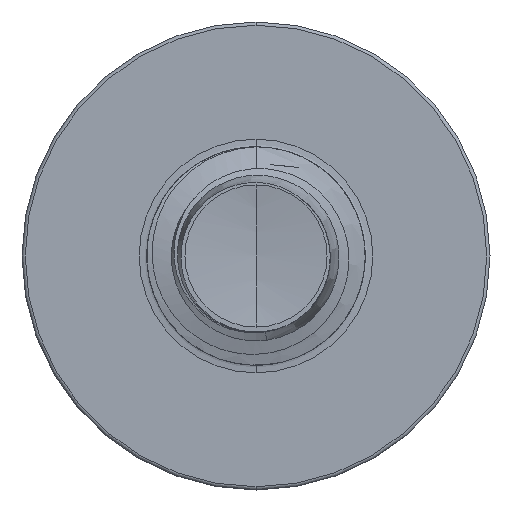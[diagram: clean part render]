
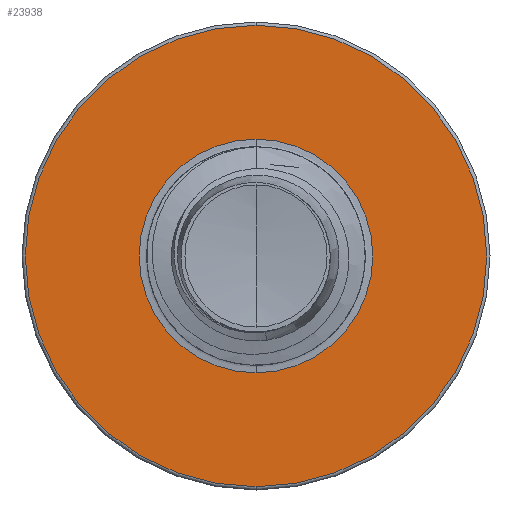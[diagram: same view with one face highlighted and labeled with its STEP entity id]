
A CAD part, front view. The second image highlights one B-rep face of the part: STEP entity #23938.
In plain terms, the highlighted planar face has unit normal (0, -1, 0).
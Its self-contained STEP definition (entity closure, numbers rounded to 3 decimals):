
#875 = CIRCLE ( 'NONE', #2737, 3.698 ) ;
#1044 = DIRECTION ( 'NONE',  ( 0., 0., 1. ) ) ;
#1348 = AXIS2_PLACEMENT_3D ( 'NONE', #34485, #17750, #1044 ) ;
#1445 = CIRCLE ( 'NONE', #11551, 1.872 ) ;
#2051 = EDGE_CURVE ( 'NONE', #25068, #32771, #875, .T. ) ;
#2413 = CARTESIAN_POINT ( 'NONE',  ( 0., 16., -1.872 ) ) ;
#2536 = DIRECTION ( 'NONE',  ( 0., 0., 1. ) ) ;
#2737 = AXIS2_PLACEMENT_3D ( 'NONE', #22400, #16298, #23523 ) ;
#4528 = FACE_OUTER_BOUND ( 'NONE', #17722, .T. ) ;
#4563 = EDGE_CURVE ( 'NONE', #32771, #25068, #34918, .T. ) ;
#4739 = ORIENTED_EDGE ( 'NONE', *, *, #2051, .F. ) ;
#5362 = ORIENTED_EDGE ( 'NONE', *, *, #4563, .F. ) ;
#5880 = VERTEX_POINT ( 'NONE', #6053 ) ;
#6053 = CARTESIAN_POINT ( 'NONE',  ( 0., 16., -1.872 ) ) ;
#8012 = DIRECTION ( 'NONE',  ( 0., 1., 0. ) ) ;
#8096 = CARTESIAN_POINT ( 'NONE',  ( 0., 16., 3.698 ) ) ;
#8890 = ORIENTED_EDGE ( 'NONE', *, *, #24000, .T. ) ;
#9972 = CARTESIAN_POINT ( 'NONE',  ( 0., 16., 1.872 ) ) ;
#10996 = ORIENTED_EDGE ( 'NONE', *, *, #21167, .T. ) ;
#11551 = AXIS2_PLACEMENT_3D ( 'NONE', #16407, #35945, #19216 ) ;
#12144 = CARTESIAN_POINT ( 'NONE',  ( 0., 16., -3.697 ) ) ;
#13903 = AXIS2_PLACEMENT_3D ( 'NONE', #35968, #19240, #2536 ) ;
#15783 = AXIS2_PLACEMENT_3D ( 'NONE', #2413, #8012, #27529 ) ;
#16298 = DIRECTION ( 'NONE',  ( 0., 1., 0. ) ) ;
#16312 = PLANE ( 'NONE',  #15783 ) ;
#16407 = CARTESIAN_POINT ( 'NONE',  ( 0., 16., 0. ) ) ;
#17722 = EDGE_LOOP ( 'NONE', ( #5362, #4739 ) ) ;
#17750 = DIRECTION ( 'NONE',  ( 0., 1., 0. ) ) ;
#17780 = EDGE_LOOP ( 'NONE', ( #8890, #10996 ) ) ;
#18483 = CIRCLE ( 'NONE', #13903, 1.872 ) ;
#19216 = DIRECTION ( 'NONE',  ( 0., 0., 1. ) ) ;
#19240 = DIRECTION ( 'NONE',  ( 0., 1., 0. ) ) ;
#19365 = FACE_BOUND ( 'NONE', #17780, .T. ) ;
#19464 = VERTEX_POINT ( 'NONE', #9972 ) ;
#21167 = EDGE_CURVE ( 'NONE', #5880, #19464, #1445, .T. ) ;
#22400 = CARTESIAN_POINT ( 'NONE',  ( 0., 16., 0. ) ) ;
#23523 = DIRECTION ( 'NONE',  ( 0., 0., 1. ) ) ;
#23938 = ADVANCED_FACE ( 'NONE', ( #4528, #19365 ), #16312, .F. ) ;
#24000 = EDGE_CURVE ( 'NONE', #19464, #5880, #18483, .T. ) ;
#25068 = VERTEX_POINT ( 'NONE', #12144 ) ;
#27529 = DIRECTION ( 'NONE',  ( 0., 0., 1. ) ) ;
#32771 = VERTEX_POINT ( 'NONE', #8096 ) ;
#34485 = CARTESIAN_POINT ( 'NONE',  ( 0., 16., 0. ) ) ;
#34918 = CIRCLE ( 'NONE', #1348, 3.698 ) ;
#35945 = DIRECTION ( 'NONE',  ( 0., 1., 0. ) ) ;
#35968 = CARTESIAN_POINT ( 'NONE',  ( 0., 16., 0. ) ) ;
